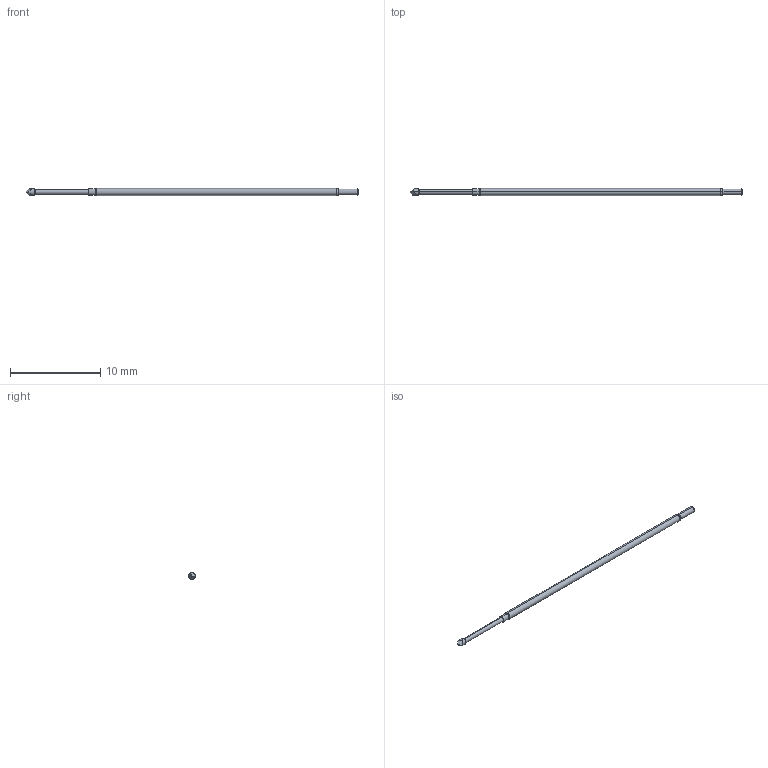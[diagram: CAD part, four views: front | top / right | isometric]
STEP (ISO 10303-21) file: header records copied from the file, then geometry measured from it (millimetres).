
FILE_DESCRIPTION (( 'STEP AP214' ), '1' );
FILE_NAME ('X39-PRP2513_-_.STEP', '2016-06-09T14:32:15', ( 'spare' ), ( '' ), 'SwSTEP 2.0', 'SolidWorks 2016', '' );
FILE_SCHEMA (( 'AUTOMOTIVE_DESIGN' ));
Length unit declared in the file: inch
Products named in the file (1): X39-PRP2513_-_
Bounding box: 36.83 x 0.78 x 0.78 mm (x, y, z)
Volume: 15.6 mm3; surface area: 85.1 mm2
Topology: 1 solids, 1 shells, 32 faces, 65 edges, 36 vertices
Faces by surface type: cylinder 10, torus 10, cone 6, plane 6
Entity records: 1287 total; most frequent: DIRECTION 164, CARTESIAN_POINT 149, ORIENTED_EDGE 130, AXIS2_PLACEMENT_3D 71, EDGE_CURVE 65, CIRCLE 38, VERTEX_POINT 36, DIMENSIONAL_EXPONENTS 35
